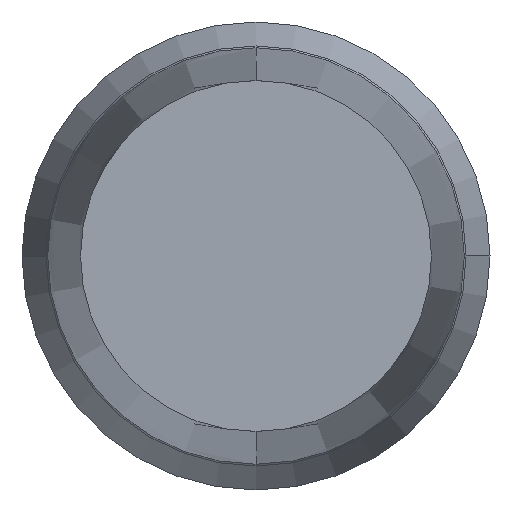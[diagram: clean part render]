
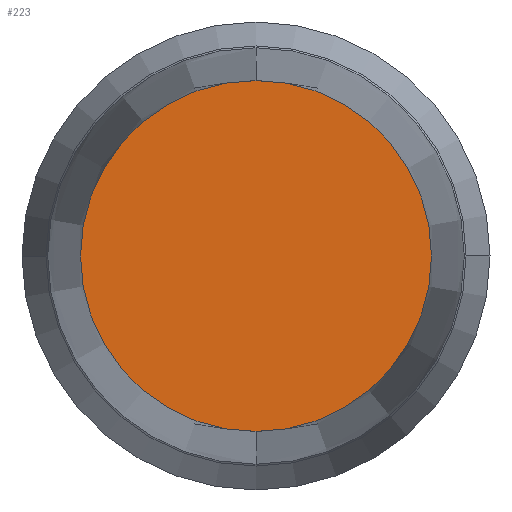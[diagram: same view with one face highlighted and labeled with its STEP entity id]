
A CAD part, front view. The second image highlights one B-rep face of the part: STEP entity #223.
In plain terms, the highlighted planar face has unit normal (0, -1, 0).
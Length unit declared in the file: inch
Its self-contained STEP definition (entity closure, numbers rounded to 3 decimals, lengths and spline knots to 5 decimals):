
#19 = CARTESIAN_POINT ( 'NONE',  ( 0., 0., 0.09375 ) ) ;
#23 = CARTESIAN_POINT ( 'NONE',  ( 0., 0., -0.09375 ) ) ;
#70 = VERTEX_POINT ( 'NONE', #23 ) ;
#109 = PLANE ( 'NONE',  #240 ) ;
#111 = ORIENTED_EDGE ( 'NONE', *, *, #152, .T. ) ;
#152 = EDGE_CURVE ( 'NONE', #70, #224, #368, .T. ) ;
#158 = CARTESIAN_POINT ( 'NONE',  ( 0., 0., 0. ) ) ;
#167 = DIRECTION ( 'NONE',  ( 0., 0., -1. ) ) ;
#171 = DIRECTION ( 'NONE',  ( 0., -1., 0. ) ) ;
#173 = AXIS2_PLACEMENT_3D ( 'NONE', #392, #171, #167 ) ;
#179 = DIRECTION ( 'NONE',  ( 0., -1., 0. ) ) ;
#223 = ADVANCED_FACE ( 'NONE', ( #288 ), #109, .T. ) ;
#224 = VERTEX_POINT ( 'NONE', #19 ) ;
#233 = DIRECTION ( 'NONE',  ( 0., 0., -1. ) ) ;
#240 = AXIS2_PLACEMENT_3D ( 'NONE', #158, #300, #233 ) ;
#288 = FACE_OUTER_BOUND ( 'NONE', #323, .T. ) ;
#300 = DIRECTION ( 'NONE',  ( 0., -1., 0. ) ) ;
#310 = AXIS2_PLACEMENT_3D ( 'NONE', #318, #179, #355 ) ;
#318 = CARTESIAN_POINT ( 'NONE',  ( 0., 0., 0. ) ) ;
#323 = EDGE_LOOP ( 'NONE', ( #412, #111 ) ) ;
#345 = EDGE_CURVE ( 'NONE', #224, #70, #401, .T. ) ;
#355 = DIRECTION ( 'NONE',  ( 0., 0., -1. ) ) ;
#368 = CIRCLE ( 'NONE', #173, 0.09375 ) ;
#392 = CARTESIAN_POINT ( 'NONE',  ( 0., 0., 0. ) ) ;
#401 = CIRCLE ( 'NONE', #310, 0.09375 ) ;
#412 = ORIENTED_EDGE ( 'NONE', *, *, #345, .T. ) ;
